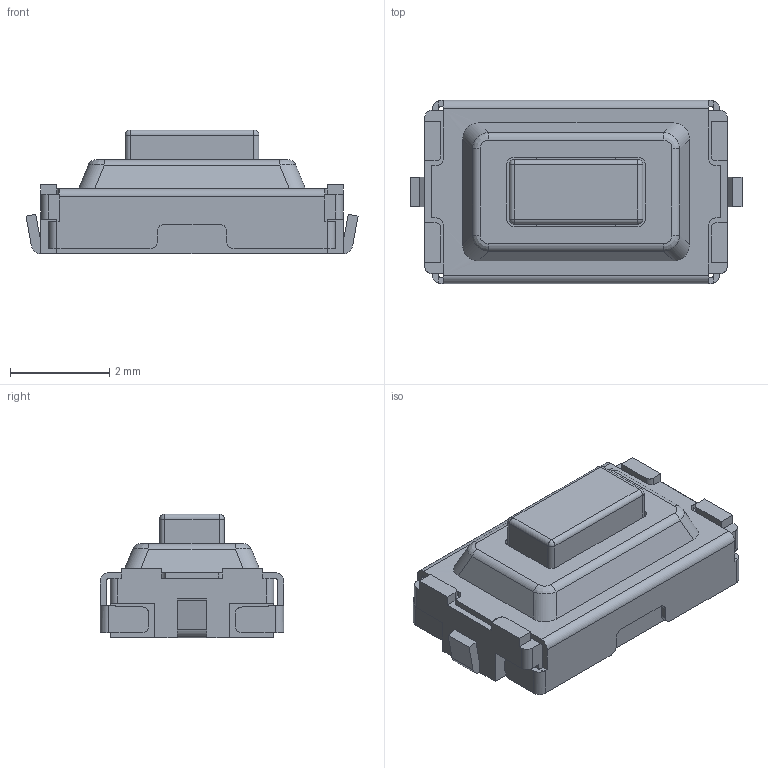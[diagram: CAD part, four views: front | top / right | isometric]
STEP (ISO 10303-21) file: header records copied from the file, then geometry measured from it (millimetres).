
FILE_DESCRIPTION(('FreeCAD Model'),'2;1');
FILE_NAME('Open CASCADE Shape Model','2022-02-12T12:03:41',('Author'),( ''),'Open CASCADE STEP processor 7.5','FreeCAD','Unknown');
FILE_SCHEMA(('AUTOMOTIVE_DESIGN { 1 0 10303 214 1 1 1 1 }'));
Length unit declared in the file: millimetre
Products named in the file (8): PTS636SK25JSMTRLFS; MSBR-3_2_1; MSBR-7_1_1; MSBR-6_1_1; MSBR-4_1_1; MSBR-2_2_1; MSBR-1_2_1; MSBR-5-JIEDI_1
Assembly tree (7 placements, depth 2):
  PTS636SK25JSMTRLFS
    MSBR-3_2_1
    MSBR-7_1_1
    MSBR-6_1_1
    MSBR-4_1_1
    MSBR-2_2_1
    MSBR-1_2_1
    MSBR-5-JIEDI_1
Bounding box: 6.7 x 3.7 x 2.5 mm (x, y, z)
Volume: 11.7 mm3; surface area: 261.7 mm2
Topology: 6 solids, 230 shells, 578 faces, 3601 edges, 7166 vertices
Faces by surface type: plane 347, cylinder 191, bspline 28, extrusion 4, torus 4, sphere 4
Entity records: 53644 total; most frequent: CARTESIAN_POINT 15020, DIRECTION 4620, ORIENTED_EDGE 3288, VECTOR 2480, LINE 2476, EDGE_CURVE 2295, VERTEX_POINT 1958, STYLED_ITEM 1532
